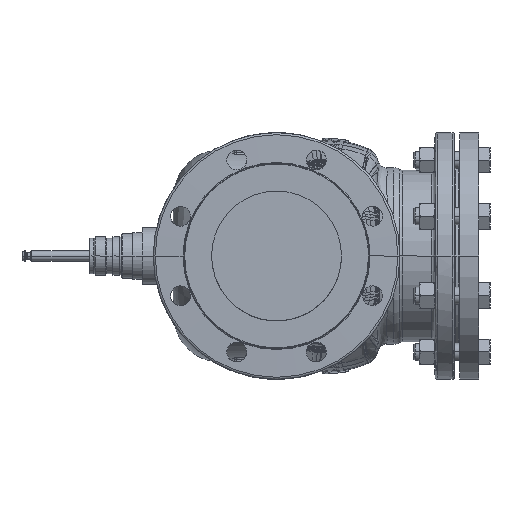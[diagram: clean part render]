
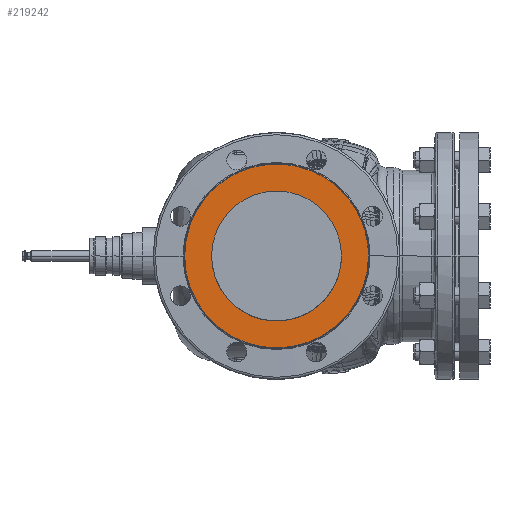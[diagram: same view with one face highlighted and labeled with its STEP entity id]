
A CAD part, left-side view. The second image highlights one B-rep face of the part: STEP entity #219242.
In plain terms, the highlighted planar face has unit normal (-1, 0, 0).
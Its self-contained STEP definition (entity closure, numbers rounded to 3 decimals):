
#212624=CARTESIAN_POINT('Vertex',(-240.,-106.142,0.)) ;
#212627=CARTESIAN_POINT('Axis2P3D Location',(-240.,0.,0.)) ;
#212631=CARTESIAN_POINT('Vertex',(-240.,106.142,0.)) ;
#213320=CARTESIAN_POINT('Vertex',(-240.,-75.,0.)) ;
#213348=CARTESIAN_POINT('Vertex',(-240.,75.,0.)) ;
#213351=CARTESIAN_POINT('Axis2P3D Location',(-240.,0.,0.)) ;
#213368=CARTESIAN_POINT('Axis2P3D Location',(-240.,0.,0.)) ;
#219203=CARTESIAN_POINT('Axis2P3D Location',(-240.,39.75,0.)) ;
#219209=CARTESIAN_POINT('Control Point',(-240.,106.142,0.)) ;
#219210=CARTESIAN_POINT('Control Point',(-240.,106.142,9.59)) ;
#219211=CARTESIAN_POINT('Control Point',(-240.,105.059,19.179)) ;
#219212=CARTESIAN_POINT('Control Point',(-240.,102.893,28.606)) ;
#219213=CARTESIAN_POINT('Control Point',(-240.,96.47,46.807)) ;
#219214=CARTESIAN_POINT('Control Point',(-240.,86.149,63.117)) ;
#219215=CARTESIAN_POINT('Control Point',(-240.,80.085,70.652)) ;
#219216=CARTESIAN_POINT('Control Point',(-240.,66.36,84.223)) ;
#219217=CARTESIAN_POINT('Control Point',(-240.,49.955,94.392)) ;
#219218=CARTESIAN_POINT('Control Point',(-240.,41.21,98.525)) ;
#219219=CARTESIAN_POINT('Control Point',(-240.,22.938,104.743)) ;
#219220=CARTESIAN_POINT('Control Point',(-240.,3.739,106.73)) ;
#219221=CARTESIAN_POINT('Control Point',(-240.,-5.933,106.631)) ;
#219222=CARTESIAN_POINT('Control Point',(-240.,-25.086,104.25)) ;
#219223=CARTESIAN_POINT('Control Point',(-240.,-43.226,97.657)) ;
#219224=CARTESIAN_POINT('Control Point',(-240.,-51.885,93.345)) ;
#219225=CARTESIAN_POINT('Control Point',(-240.,-68.078,82.841)) ;
#219226=CARTESIAN_POINT('Control Point',(-240.,-81.52,68.991)) ;
#219227=CARTESIAN_POINT('Control Point',(-240.,-87.428,61.332)) ;
#219228=CARTESIAN_POINT('Control Point',(-240.,-97.184,45.19)) ;
#219229=CARTESIAN_POINT('Control Point',(-240.,-103.182,27.318)) ;
#219230=CARTESIAN_POINT('Control Point',(-240.,-105.156,18.306)) ;
#219231=CARTESIAN_POINT('Control Point',(-240.,-106.142,9.153)) ;
#219232=CARTESIAN_POINT('Control Point',(-240.,-106.142,0.)) ;
#212628=DIRECTION('Axis2P3D Direction',(1.,0.,0.)) ;
#213352=DIRECTION('Axis2P3D Direction',(-1.,0.,0.)) ;
#213369=DIRECTION('Axis2P3D Direction',(-1.,0.,0.)) ;
#219204=DIRECTION('Axis2P3D Direction',(-1.,0.,0.)) ;
#219205=DIRECTION('Axis2P3D XDirection',(0.,1.,0.)) ;
#212629=AXIS2_PLACEMENT_3D('Circle Axis2P3D',#212627,#212628,$) ;
#213353=AXIS2_PLACEMENT_3D('Circle Axis2P3D',#213351,#213352,$) ;
#213370=AXIS2_PLACEMENT_3D('Circle Axis2P3D',#213368,#213369,$) ;
#219206=AXIS2_PLACEMENT_3D('Plane Axis2P3D',#219203,#219204,#219205) ;
#212630=CIRCLE('generated circle',#212629,106.142) ;
#213354=CIRCLE('generated circle',#213353,75.) ;
#213371=CIRCLE('generated circle',#213370,75.) ;
#219207=PLANE('',#219206) ;
#219241=FACE_BOUND('',#219238,.T.) ;
#212633=EDGE_CURVE('',#212625,#212632,#212630,.T.) ;
#213355=EDGE_CURVE('',#213349,#213321,#213354,.T.) ;
#213372=EDGE_CURVE('',#213321,#213349,#213371,.T.) ;
#219233=EDGE_CURVE('',#212632,#212625,#219208,.T.) ;
#219235=ORIENTED_EDGE('',*,*,#212633,.F.) ;
#219236=ORIENTED_EDGE('',*,*,#219233,.F.) ;
#219239=ORIENTED_EDGE('',*,*,#213355,.F.) ;
#219240=ORIENTED_EDGE('',*,*,#213372,.F.) ;
#219234=EDGE_LOOP('',(#219235,#219236)) ;
#219238=EDGE_LOOP('',(#219239,#219240)) ;
#212625=VERTEX_POINT('',#212624) ;
#212632=VERTEX_POINT('',#212631) ;
#213321=VERTEX_POINT('',#213320) ;
#213349=VERTEX_POINT('',#213348) ;
#219242=ADVANCED_FACE('MANIFOLD_SOLID_BREP #440896',(#219237,#219241),#219207,.T.) ;
#219208=B_SPLINE_CURVE_WITH_KNOTS('',5,(#219209,#219210,#219211,#219212,#219213,#219214,#219215,#219216,#219217,#219218,#219219,#219220,#219221,#219222,#219223,#219224,#219225,#219226,#219227,#219228,#219229,#219230,#219231,#219232),.UNSPECIFIED.,.F.,.U.,(6,3,3,3,3,3,3,6),(0.,67.809,135.617,203.426,271.235,339.044,406.852,471.575),.UNSPECIFIED.) ;
#219237=FACE_OUTER_BOUND('',#219234,.T.) ;
